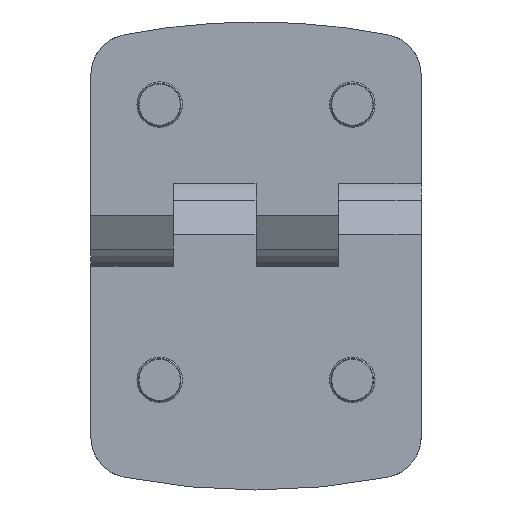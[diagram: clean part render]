
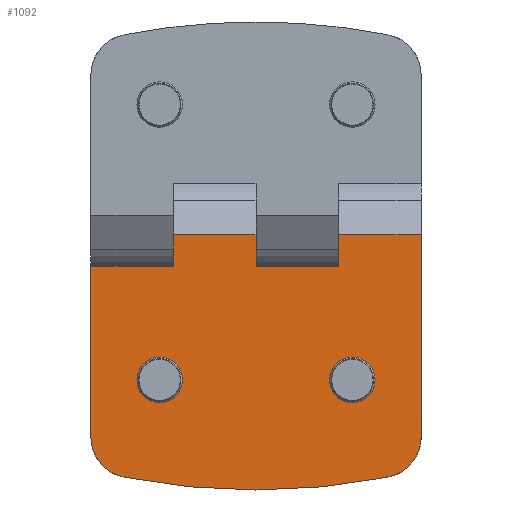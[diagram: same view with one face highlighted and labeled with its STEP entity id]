
A CAD part, left-side view. The second image highlights one B-rep face of the part: STEP entity #1092.
In plain terms, the highlighted planar face has unit normal (-1, 0, 0).
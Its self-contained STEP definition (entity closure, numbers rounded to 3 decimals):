
#1 = VECTOR ( 'NONE', #2925, 1000. ) ;
#21 = CARTESIAN_POINT ( 'NONE',  ( 0., 0., 61.5 ) ) ;
#23 = DIRECTION ( 'NONE',  ( 0., 0., 1. ) ) ;
#120 = ORIENTED_EDGE ( 'NONE', *, *, #4570, .T. ) ;
#200 = ORIENTED_EDGE ( 'NONE', *, *, #1621, .T. ) ;
#283 = AXIS2_PLACEMENT_3D ( 'NONE', #1999, #2821, #297 ) ;
#297 = DIRECTION ( 'NONE',  ( 0., 0., -1. ) ) ;
#303 = DIRECTION ( 'NONE',  ( 0., 0., -1. ) ) ;
#318 = AXIS2_PLACEMENT_3D ( 'NONE', #2417, #5289, #303 ) ;
#371 = CARTESIAN_POINT ( 'NONE',  ( 0., -19.149, -36.649 ) ) ;
#373 = VECTOR ( 'NONE', #2640, 1000. ) ;
#415 = CARTESIAN_POINT ( 'NONE',  ( 0., 14., -22.5 ) ) ;
#420 = VERTEX_POINT ( 'NONE', #3787 ) ;
#440 = CARTESIAN_POINT ( 'NONE',  ( 0., 14., -22.5 ) ) ;
#444 = DIRECTION ( 'NONE',  ( 0., 1., 0. ) ) ;
#462 = DIRECTION ( 'NONE',  ( 0., 0., 1. ) ) ;
#483 = CARTESIAN_POINT ( 'NONE',  ( 0., -24., -6. ) ) ;
#549 = EDGE_LOOP ( 'NONE', ( #4695, #3768 ) ) ;
#576 = VECTOR ( 'NONE', #3319, 1000. ) ;
#589 = VERTEX_POINT ( 'NONE', #3108 ) ;
#641 = FACE_BOUND ( 'NONE', #549, .T. ) ;
#660 = EDGE_CURVE ( 'NONE', #4290, #589, #4553, .T. ) ;
#759 = CARTESIAN_POINT ( 'NONE',  ( 0., -18., -30.761 ) ) ;
#787 = VECTOR ( 'NONE', #4575, 1000. ) ;
#888 = CARTESIAN_POINT ( 'NONE',  ( 0., -14., -19.2 ) ) ;
#900 = EDGE_CURVE ( 'NONE', #1924, #2193, #966, .T. ) ;
#906 = FACE_BOUND ( 'NONE', #3879, .T. ) ;
#966 = LINE ( 'NONE', #2547, #5080 ) ;
#986 = VECTOR ( 'NONE', #4125, 1000. ) ;
#1011 = CARTESIAN_POINT ( 'NONE',  ( 0., 24., -6. ) ) ;
#1092 = ADVANCED_FACE ( 'NONE', ( #906, #641, #1234 ), #2657, .T. ) ;
#1178 = CARTESIAN_POINT ( 'NONE',  ( 0., 12., -1.7 ) ) ;
#1234 = FACE_OUTER_BOUND ( 'NONE', #4571, .T. ) ;
#1236 = VERTEX_POINT ( 'NONE', #1011 ) ;
#1244 = DIRECTION ( 'NONE',  ( -1., 0., 0. ) ) ;
#1273 = AXIS2_PLACEMENT_3D ( 'NONE', #21, #4226, #2174 ) ;
#1460 = CARTESIAN_POINT ( 'NONE',  ( 0., -12., -1.7 ) ) ;
#1591 = ORIENTED_EDGE ( 'NONE', *, *, #3151, .T. ) ;
#1621 = EDGE_CURVE ( 'NONE', #2543, #4184, #4473, .T. ) ;
#1655 = ORIENTED_EDGE ( 'NONE', *, *, #2266, .T. ) ;
#1706 = DIRECTION ( 'NONE',  ( 1., 0., 0. ) ) ;
#1720 = VERTEX_POINT ( 'NONE', #888 ) ;
#1801 = EDGE_CURVE ( 'NONE', #3411, #3072, #2932, .T. ) ;
#1805 = CARTESIAN_POINT ( 'NONE',  ( 0., -24., -30.761 ) ) ;
#1850 = DIRECTION ( 'NONE',  ( 0., 0., 1. ) ) ;
#1913 = LINE ( 'NONE', #1460, #3646 ) ;
#1924 = VERTEX_POINT ( 'NONE', #3512 ) ;
#1952 = CIRCLE ( 'NONE', #4996, 6. ) ;
#1957 = ORIENTED_EDGE ( 'NONE', *, *, #660, .T. ) ;
#1973 = DIRECTION ( 'NONE',  ( 0., 0., -1. ) ) ;
#1999 = CARTESIAN_POINT ( 'NONE',  ( 0., -14., -22.5 ) ) ;
#2174 = DIRECTION ( 'NONE',  ( 0., 0., 1. ) ) ;
#2192 = LINE ( 'NONE', #483, #787 ) ;
#2193 = VERTEX_POINT ( 'NONE', #2512 ) ;
#2240 = CARTESIAN_POINT ( 'NONE',  ( 0., -24., -6. ) ) ;
#2260 = CARTESIAN_POINT ( 'NONE',  ( 0., 19.149, -36.649 ) ) ;
#2266 = EDGE_CURVE ( 'NONE', #420, #3411, #1952, .T. ) ;
#2281 = DIRECTION ( 'NONE',  ( -1., 0., 0. ) ) ;
#2327 = CARTESIAN_POINT ( 'NONE',  ( 0., 14., -25.8 ) ) ;
#2407 = ORIENTED_EDGE ( 'NONE', *, *, #900, .T. ) ;
#2417 = CARTESIAN_POINT ( 'NONE',  ( 0., -14., -22.5 ) ) ;
#2433 = DIRECTION ( 'NONE',  ( 0., 0., 1. ) ) ;
#2452 = VECTOR ( 'NONE', #4452, 1000. ) ;
#2512 = CARTESIAN_POINT ( 'NONE',  ( 0., 12., -1.415 ) ) ;
#2543 = VERTEX_POINT ( 'NONE', #4445 ) ;
#2547 = CARTESIAN_POINT ( 'NONE',  ( 0., -24., -1.415 ) ) ;
#2606 = ORIENTED_EDGE ( 'NONE', *, *, #4017, .T. ) ;
#2640 = DIRECTION ( 'NONE',  ( 0., 1., 0. ) ) ;
#2650 = LINE ( 'NONE', #3588, #2452 ) ;
#2657 = PLANE ( 'NONE',  #4865 ) ;
#2821 = DIRECTION ( 'NONE',  ( 1., 0., 0. ) ) ;
#2833 = LINE ( 'NONE', #4792, #4235 ) ;
#2851 = CARTESIAN_POINT ( 'NONE',  ( 0., 24., -1.7 ) ) ;
#2872 = VERTEX_POINT ( 'NONE', #3548 ) ;
#2899 = ORIENTED_EDGE ( 'NONE', *, *, #4487, .T. ) ;
#2925 = DIRECTION ( 'NONE',  ( 0., 0., -1. ) ) ;
#2932 = CIRCLE ( 'NONE', #1273, 100. ) ;
#3072 = VERTEX_POINT ( 'NONE', #371 ) ;
#3077 = ORIENTED_EDGE ( 'NONE', *, *, #4387, .T. ) ;
#3086 = CARTESIAN_POINT ( 'NONE',  ( 0., -24., -1.7 ) ) ;
#3108 = CARTESIAN_POINT ( 'NONE',  ( 0., -12., -1.415 ) ) ;
#3124 = AXIS2_PLACEMENT_3D ( 'NONE', #759, #1244, #2433 ) ;
#3151 = EDGE_CURVE ( 'NONE', #3339, #4177, #5170, .T. ) ;
#3224 = CIRCLE ( 'NONE', #4677, 3.3 ) ;
#3253 = ORIENTED_EDGE ( 'NONE', *, *, #3534, .T. ) ;
#3319 = DIRECTION ( 'NONE',  ( 0., 1., 0. ) ) ;
#3339 = VERTEX_POINT ( 'NONE', #3852 ) ;
#3411 = VERTEX_POINT ( 'NONE', #2260 ) ;
#3512 = CARTESIAN_POINT ( 'NONE',  ( 0., 0., -1.415 ) ) ;
#3520 = CIRCLE ( 'NONE', #318, 3.3 ) ;
#3534 = EDGE_CURVE ( 'NONE', #3072, #5354, #3931, .T. ) ;
#3548 = CARTESIAN_POINT ( 'NONE',  ( 0., -14., -25.8 ) ) ;
#3580 = DIRECTION ( 'NONE',  ( 0., 0., 1. ) ) ;
#3588 = CARTESIAN_POINT ( 'NONE',  ( 0., -24., -1.7 ) ) ;
#3644 = ORIENTED_EDGE ( 'NONE', *, *, #4053, .T. ) ;
#3646 = VECTOR ( 'NONE', #1973, 1000. ) ;
#3751 = ORIENTED_EDGE ( 'NONE', *, *, #4460, .T. ) ;
#3768 = ORIENTED_EDGE ( 'NONE', *, *, #4283, .T. ) ;
#3787 = CARTESIAN_POINT ( 'NONE',  ( 0., 24., -30.761 ) ) ;
#3795 = DIRECTION ( 'NONE',  ( 1., 0., 0. ) ) ;
#3852 = CARTESIAN_POINT ( 'NONE',  ( 0., 14., -19.2 ) ) ;
#3879 = EDGE_LOOP ( 'NONE', ( #1591, #3644 ) ) ;
#3924 = CIRCLE ( 'NONE', #283, 3.3 ) ;
#3931 = CIRCLE ( 'NONE', #3124, 6. ) ;
#3983 = AXIS2_PLACEMENT_3D ( 'NONE', #440, #3795, #462 ) ;
#3989 = LINE ( 'NONE', #1178, #986 ) ;
#4017 = EDGE_CURVE ( 'NONE', #5354, #4290, #2650, .T. ) ;
#4053 = EDGE_CURVE ( 'NONE', #4177, #3339, #3224, .T. ) ;
#4098 = CARTESIAN_POINT ( 'NONE',  ( 0., 18., -30.761 ) ) ;
#4125 = DIRECTION ( 'NONE',  ( 0., 0., -1. ) ) ;
#4177 = VERTEX_POINT ( 'NONE', #2327 ) ;
#4184 = VERTEX_POINT ( 'NONE', #4318 ) ;
#4226 = DIRECTION ( 'NONE',  ( -1., 0., 0. ) ) ;
#4235 = VECTOR ( 'NONE', #3580, 1000. ) ;
#4258 = DIRECTION ( 'NONE',  ( 0., 0., 1. ) ) ;
#4283 = EDGE_CURVE ( 'NONE', #1720, #2872, #3924, .T. ) ;
#4290 = VERTEX_POINT ( 'NONE', #4858 ) ;
#4318 = CARTESIAN_POINT ( 'NONE',  ( 0., 0., -6. ) ) ;
#4387 = EDGE_CURVE ( 'NONE', #1236, #420, #5092, .T. ) ;
#4445 = CARTESIAN_POINT ( 'NONE',  ( 0., -12., -6. ) ) ;
#4452 = DIRECTION ( 'NONE',  ( 0., 0., 1. ) ) ;
#4460 = EDGE_CURVE ( 'NONE', #2193, #5306, #3989, .T. ) ;
#4473 = LINE ( 'NONE', #2240, #373 ) ;
#4487 = EDGE_CURVE ( 'NONE', #5306, #1236, #2192, .T. ) ;
#4553 = LINE ( 'NONE', #5315, #576 ) ;
#4570 = EDGE_CURVE ( 'NONE', #4184, #1924, #2833, .T. ) ;
#4571 = EDGE_LOOP ( 'NONE', ( #5395, #200, #120, #2407, #3751, #2899, #3077, #1655, #4621, #3253, #2606, #1957 ) ) ;
#4575 = DIRECTION ( 'NONE',  ( 0., 1., 0. ) ) ;
#4621 = ORIENTED_EDGE ( 'NONE', *, *, #1801, .T. ) ;
#4677 = AXIS2_PLACEMENT_3D ( 'NONE', #415, #1706, #23 ) ;
#4695 = ORIENTED_EDGE ( 'NONE', *, *, #5123, .T. ) ;
#4792 = CARTESIAN_POINT ( 'NONE',  ( 0., 0., -1.7 ) ) ;
#4858 = CARTESIAN_POINT ( 'NONE',  ( 0., -24., -1.415 ) ) ;
#4865 = AXIS2_PLACEMENT_3D ( 'NONE', #3086, #2281, #1850 ) ;
#4996 = AXIS2_PLACEMENT_3D ( 'NONE', #4098, #5346, #4258 ) ;
#5022 = EDGE_CURVE ( 'NONE', #589, #2543, #1913, .T. ) ;
#5045 = CARTESIAN_POINT ( 'NONE',  ( 0., 12., -6. ) ) ;
#5080 = VECTOR ( 'NONE', #444, 1000. ) ;
#5092 = LINE ( 'NONE', #2851, #1 ) ;
#5123 = EDGE_CURVE ( 'NONE', #2872, #1720, #3520, .T. ) ;
#5170 = CIRCLE ( 'NONE', #3983, 3.3 ) ;
#5289 = DIRECTION ( 'NONE',  ( 1., 0., 0. ) ) ;
#5306 = VERTEX_POINT ( 'NONE', #5045 ) ;
#5315 = CARTESIAN_POINT ( 'NONE',  ( 0., -24., -1.415 ) ) ;
#5346 = DIRECTION ( 'NONE',  ( -1., 0., 0. ) ) ;
#5354 = VERTEX_POINT ( 'NONE', #1805 ) ;
#5395 = ORIENTED_EDGE ( 'NONE', *, *, #5022, .T. ) ;
